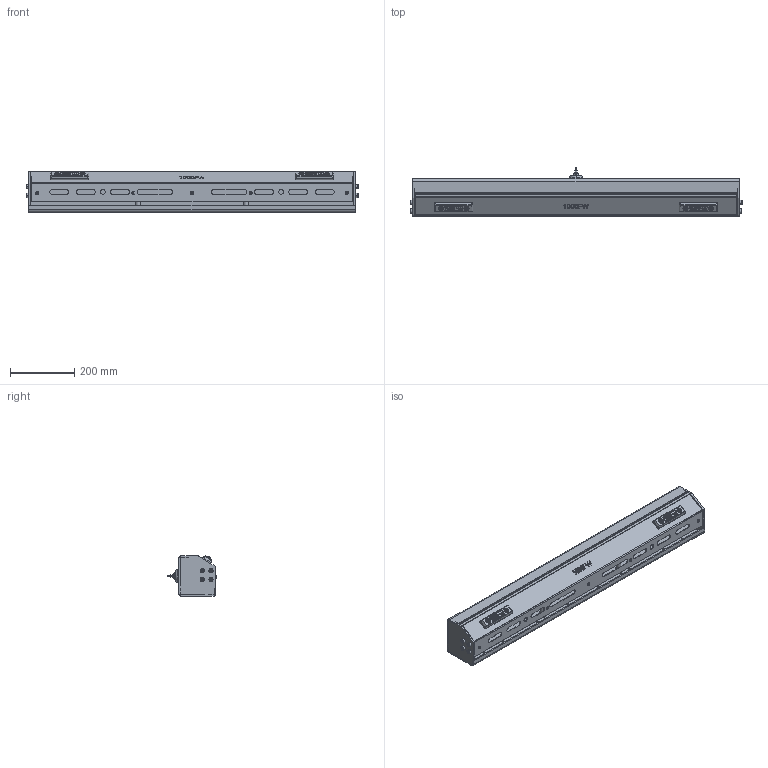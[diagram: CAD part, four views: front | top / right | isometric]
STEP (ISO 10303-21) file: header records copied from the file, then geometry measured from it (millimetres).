
FILE_DESCRIPTION (( 'STEP AP214' ), '1' );
FILE_NAME ('INTERCEPTOR 1000FW (ASM-00132) [F].STEP', '2020-04-30T12:15:41', ( '' ), ( '' ), 'SwSTEP 2.0', 'SolidWorks 2019', '' );
FILE_SCHEMA (( 'AUTOMOTIVE_DESIGN' ));
Length unit declared in the file: millimetre
Products named in the file (13): socket head cap screw_din_DIN 912 M8 x 20 --- 20C; REV-00107; LAS-00132; plain washer grade c_din_Washer DIN 126 - 6.6; LAS-00130_PHASE 2-F (OLYMPIC MANUF., TYPE F, WITH M5 CSINK FOR GUIDE); socket button head screw_iso_ISO 7380 - M5 x 12 --- 12C; LAS-00126; REV-00427; INTERCEPTOR 1000FW (ASM-00132) [F]; REV-00094; socket button head screw_iso_ISO 7380 - M6 x 20 --- 20N; torque nut 01_iso_ISO 7040-M6-N; GEN-00019
Assembly tree (35 placements, depth 2):
  INTERCEPTOR 1000FW (ASM-00132) [F]
    LAS-00130_PHASE 2-F (OLYMPIC MANUF., TYPE F, WITH M5 CSINK FOR GUIDE)
    LAS-00126  x2
    LAS-00132
    socket head cap screw_din_DIN 912 M8 x 20 --- 20C  x8
    socket button head screw_iso_ISO 7380 - M6 x 20 --- 20N  x4
    GEN-00019  x2
    plain washer grade c_din_Washer DIN 126 - 6.6  x4
    socket button head screw_iso_ISO 7380 - M5 x 12 --- 12C  x5
    REV-00107
    REV-00094
    REV-00427  x2
    torque nut 01_iso_ISO 7040-M6-N  x4
Bounding box: 1033.5 x 150.84 x 126 mm (x, y, z)
Volume: 1727769.8 mm3; surface area: 1008554.1 mm2
Topology: 35 solids, 35 shells, 1763 faces, 4487 edges, 2841 vertices
Faces by surface type: plane 785, cylinder 448, bspline 290, cone 156, torus 66, sphere 18
Entity records: 31321 total; most frequent: CARTESIAN_POINT 7470, ORIENTED_EDGE 4962, DIRECTION 4479, EDGE_CURVE 2481, VERTEX_POINT 1608, AXIS2_PLACEMENT_3D 1545, LINE 1389, VECTOR 1389
